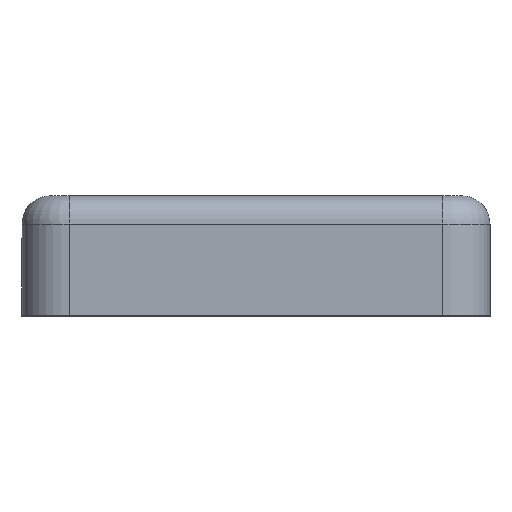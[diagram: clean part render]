
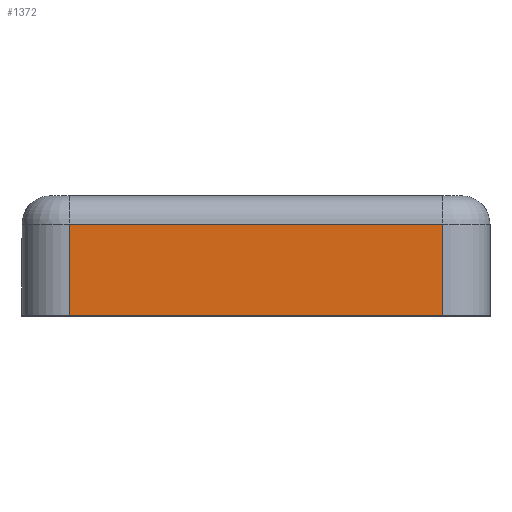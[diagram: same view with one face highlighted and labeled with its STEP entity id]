
A CAD part, top view. The second image highlights one B-rep face of the part: STEP entity #1372.
In plain terms, the highlighted planar face has unit normal (0, 0, 1).
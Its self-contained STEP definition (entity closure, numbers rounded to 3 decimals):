
#72 = LINE ( 'NONE', #1497, #388 ) ;
#79 = VERTEX_POINT ( 'NONE', #1198 ) ;
#115 = DIRECTION ( 'NONE',  ( 1., 0., 0. ) ) ;
#158 = ORIENTED_EDGE ( 'NONE', *, *, #1761, .F. ) ;
#162 = ORIENTED_EDGE ( 'NONE', *, *, #358, .T. ) ;
#185 = CARTESIAN_POINT ( 'NONE',  ( -5.95, -0.9, 9.6 ) ) ;
#358 = EDGE_CURVE ( 'NONE', #1410, #1793, #649, .T. ) ;
#388 = VECTOR ( 'NONE', #674, 1000. ) ;
#425 = ORIENTED_EDGE ( 'NONE', *, *, #1613, .F. ) ;
#433 = LINE ( 'NONE', #475, #1773 ) ;
#460 = DIRECTION ( 'NONE',  ( 0., -1., 0. ) ) ;
#475 = CARTESIAN_POINT ( 'NONE',  ( 5.95, 0., 9.6 ) ) ;
#545 = DIRECTION ( 'NONE',  ( 0., 0., 1. ) ) ;
#649 = LINE ( 'NONE', #1434, #1044 ) ;
#674 = DIRECTION ( 'NONE',  ( 1., 0., 0. ) ) ;
#815 = EDGE_CURVE ( 'NONE', #1793, #1254, #72, .T. ) ;
#866 = VECTOR ( 'NONE', #115, 1000. ) ;
#890 = DIRECTION ( 'NONE',  ( 0., -1., 0. ) ) ;
#936 = CARTESIAN_POINT ( 'NONE',  ( -5.95, 0., 9.6 ) ) ;
#1044 = VECTOR ( 'NONE', #890, 1000. ) ;
#1094 = LINE ( 'NONE', #1879, #866 ) ;
#1198 = CARTESIAN_POINT ( 'NONE',  ( 5.95, -0.9, 9.6 ) ) ;
#1254 = VERTEX_POINT ( 'NONE', #1506 ) ;
#1342 = CARTESIAN_POINT ( 'NONE',  ( -5.95, -3.8, 9.6 ) ) ;
#1372 = ADVANCED_FACE ( 'NONE', ( #2100 ), #1912, .T. ) ;
#1410 = VERTEX_POINT ( 'NONE', #185 ) ;
#1434 = CARTESIAN_POINT ( 'NONE',  ( -5.95, 0., 9.6 ) ) ;
#1497 = CARTESIAN_POINT ( 'NONE',  ( -5.95, -3.8, 9.6 ) ) ;
#1506 = CARTESIAN_POINT ( 'NONE',  ( 5.95, -3.8, 9.6 ) ) ;
#1613 = EDGE_CURVE ( 'NONE', #79, #1254, #433, .T. ) ;
#1656 = AXIS2_PLACEMENT_3D ( 'NONE', #936, #545, #2367 ) ;
#1761 = EDGE_CURVE ( 'NONE', #1410, #79, #1094, .T. ) ;
#1773 = VECTOR ( 'NONE', #460, 1000. ) ;
#1793 = VERTEX_POINT ( 'NONE', #1342 ) ;
#1879 = CARTESIAN_POINT ( 'NONE',  ( -5.95, -0.9, 9.6 ) ) ;
#1912 = PLANE ( 'NONE',  #1656 ) ;
#2100 = FACE_OUTER_BOUND ( 'NONE', #2185, .T. ) ;
#2171 = ORIENTED_EDGE ( 'NONE', *, *, #815, .T. ) ;
#2185 = EDGE_LOOP ( 'NONE', ( #2171, #425, #158, #162 ) ) ;
#2367 = DIRECTION ( 'NONE',  ( 0., -1., 0. ) ) ;
